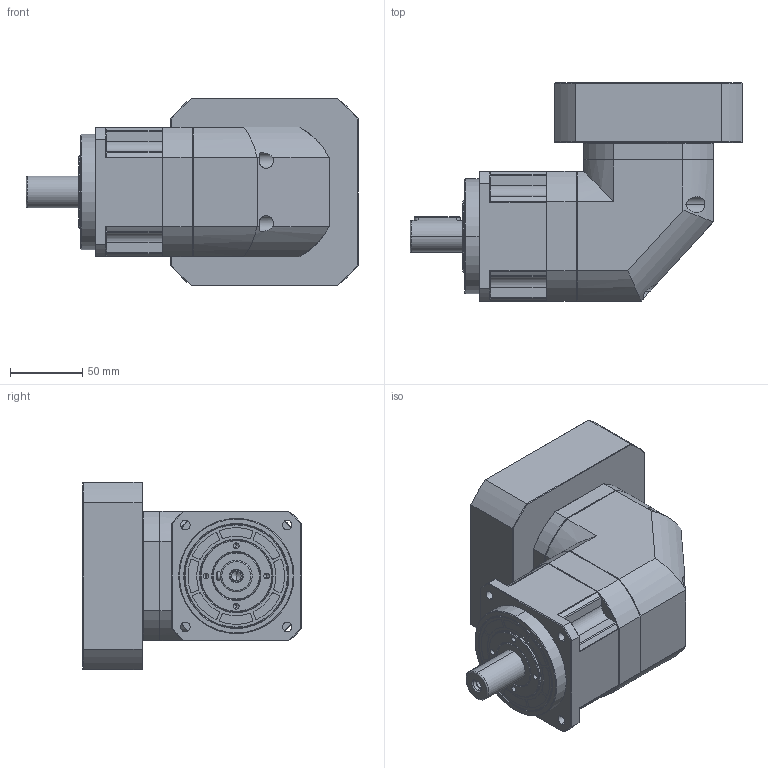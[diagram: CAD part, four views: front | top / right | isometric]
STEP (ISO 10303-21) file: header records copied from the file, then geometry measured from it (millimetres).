
FILE_DESCRIPTION((''),'2;1');
FILE_NAME('TMR90L1-110-22-60-0001_ASM','2024-06-11T11:56:43',('mayn'),(''),'CREO PARAMETRIC BY PTC INC, 2020053','CREO PARAMETRIC BY PTC INC, 2020053','');
FILE_SCHEMA(('CONFIG_CONTROL_DESIGN'));
Length unit declared in the file: millimetre
Products named in the file (19): HEXAGON_SOCKET_HEAD_CAP_S-14123; 40X50X500; HEXAGON_SOCKET_HEAD_CAP_S-14176; TMR900003; SPRING_LOCK_WASHERS--NORMA-3731; HEXAGON_SOCKET_HEAD_CAP_SC-3688; SPRING_LOCK_WASHERS--NORM-14072; TM90_D110-M8-145F10001; TMR90220001; 500; __10001; _TM900001_ASM; TMR900004; ABR900003; HEX_SOCKET_SET_SCREWS_WITH_FLAT; TMR900002; HEXAGON_SOCKET_HEAD_CAP_S-24545; TMR90L1-110-22-45-0001_ASM; TMR90L1-110-22-60-0001_ASM
Assembly tree (44 placements, depth 4):
  TMR90L1-110-22-60-0001_ASM
    TMR90L1-110-22-45-0001_ASM
      HEXAGON_SOCKET_HEAD_CAP_S-14123  x3
      40X50X500
      HEXAGON_SOCKET_HEAD_CAP_S-14176  x6
      TMR900003
      SPRING_LOCK_WASHERS--NORMA-3731  x4
      HEXAGON_SOCKET_HEAD_CAP_SC-3688  x6
      SPRING_LOCK_WASHERS--NORM-14072  x12
      TM90_D110-M8-145F10001
      TMR90220001
      _TM900001_ASM
        500
        __10001
      TMR900004
      ABR900003
      HEX_SOCKET_SET_SCREWS_WITH_FLAT
      TMR900002
      HEXAGON_SOCKET_HEAD_CAP_S-24545
Bounding box: 230.5 x 151.5 x 130 mm (x, y, z)
Volume: 1638862 mm3; surface area: 245612.1 mm2
Topology: 42 solids, 42 shells, 1256 faces, 3122 edges, 1972 vertices
Faces by surface type: cylinder 534, plane 505, cone 169, torus 48
Entity records: 26450 total; most frequent: CARTESIAN_POINT 5068, DIRECTION 4842, ORIENTED_EDGE 4168, EDGE_CURVE 2084, AXIS2_PLACEMENT_3D 1970, VERTEX_POINT 1352, CIRCLE 1048, EDGE_LOOP 952
